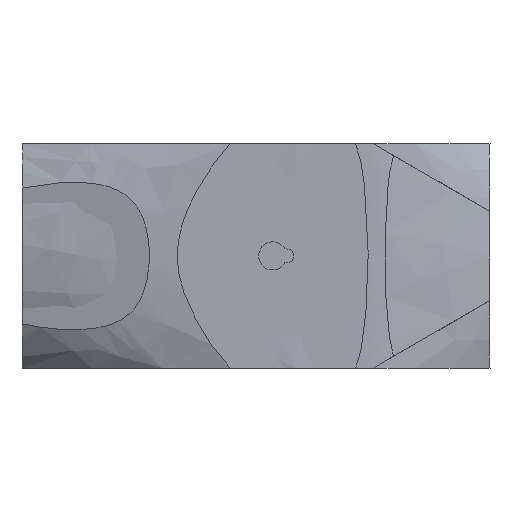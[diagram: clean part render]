
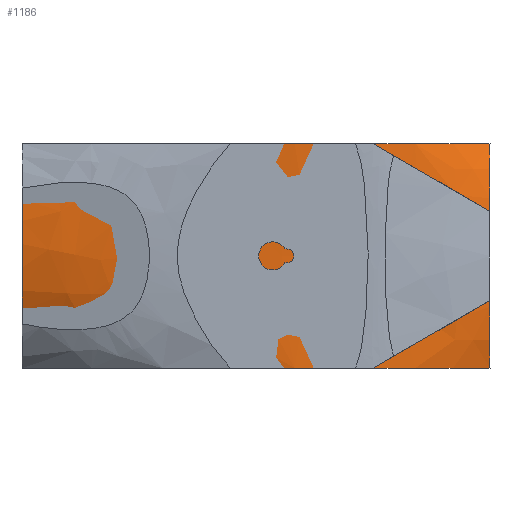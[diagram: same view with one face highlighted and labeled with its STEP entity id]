
A CAD part, top view. The second image highlights one B-rep face of the part: STEP entity #1186.
In plain terms, the highlighted free-form (B-spline) face has degree [3, 3] with [6, 6] control points.
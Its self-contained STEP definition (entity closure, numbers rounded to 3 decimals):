
#1186=ADVANCED_FACE('',(#1384),#1386,.T.);
#1384=FACE_BOUND('',#1385,.T.);
#1385=EDGE_LOOP('',(#1518,#1519,#1520,#1521));
#1386=B_SPLINE_SURFACE_WITH_KNOTS('',3,3,(
(#1387,#1388,#1389,#1390,#1391,#1392),
(#1393,#1394,#1395,#1396,#1397,#1398),
(#1399,#1400,#1401,#1402,#1403,#1404),
(#1405,#1406,#1407,#1408,#1409,#1410),
(#1411,#1412,#1413,#1414,#1415,#1416),
(#1417,#1418,#1419,#1420,#1421,#1422)),
.UNSPECIFIED.,.F.,.F.,.F.,
(4,1,1,4),
(4,1,1,4),
(0.,0.891,2.065,3.),
(0.,0.765,2.157,3.),
.UNSPECIFIED.);
#1387=CARTESIAN_POINT('',(-0.028,41.923,100.058));
#1388=CARTESIAN_POINT('',(-0.036,46.909,106.695));
#1389=CARTESIAN_POINT('',(-0.027,67.849,120.623));
#1390=CARTESIAN_POINT('',(-0.025,110.175,121.294));
#1391=CARTESIAN_POINT('',(-0.037,132.586,107.366));
#1392=CARTESIAN_POINT('',(-0.028,138.077,100.058));
#1393=CARTESIAN_POINT('',(25.139,41.917,112.43));
#1394=CARTESIAN_POINT('',(22.347,46.475,116.445));
#1395=CARTESIAN_POINT('',(16.51,67.132,124.837));
#1396=CARTESIAN_POINT('',(16.23,110.848,125.239));
#1397=CARTESIAN_POINT('',(22.065,133.065,116.85));
#1398=CARTESIAN_POINT('',(25.139,138.083,112.43));
#1399=CARTESIAN_POINT('',(78.492,41.979,132.081));
#1400=CARTESIAN_POINT('',(73.833,46.571,131.975));
#1401=CARTESIAN_POINT('',(64.035,67.211,131.752));
#1402=CARTESIAN_POINT('',(63.563,110.776,131.741));
#1403=CARTESIAN_POINT('',(73.361,132.965,131.964));
#1404=CARTESIAN_POINT('',(78.492,138.021,132.081));
#1405=CARTESIAN_POINT('',(143.165,42.029,134.767));
#1406=CARTESIAN_POINT('',(143.177,48.127,134.004));
#1407=CARTESIAN_POINT('',(143.209,69.774,132.403));
#1408=CARTESIAN_POINT('',(143.211,108.369,132.326));
#1409=CARTESIAN_POINT('',(143.178,131.256,133.927));
#1410=CARTESIAN_POINT('',(143.165,137.971,134.767));
#1411=CARTESIAN_POINT('',(182.954,41.971,122.573));
#1412=CARTESIAN_POINT('',(184.069,48.262,123.766));
#1413=CARTESIAN_POINT('',(186.408,70.041,126.268));
#1414=CARTESIAN_POINT('',(186.52,108.118,126.389));
#1415=CARTESIAN_POINT('',(184.182,131.102,123.887));
#1416=CARTESIAN_POINT('',(182.954,138.029,122.573));
#1417=CARTESIAN_POINT('',(200.038,41.966,115.086));
#1418=CARTESIAN_POINT('',(200.036,47.839,117.406));
#1419=CARTESIAN_POINT('',(200.029,69.346,122.275));
#1420=CARTESIAN_POINT('',(200.028,108.77,122.509));
#1421=CARTESIAN_POINT('',(200.036,131.567,117.641));
#1422=CARTESIAN_POINT('',(200.038,138.034,115.086));
#1518=ORIENTED_EDGE('',*,*,#1679,.T.);
#1519=ORIENTED_EDGE('',*,*,#1680,.T.);
#1520=ORIENTED_EDGE('',*,*,#1681,.F.);
#1521=ORIENTED_EDGE('',*,*,#1682,.F.);
#1679=EDGE_CURVE('',#3348,#3349,#3350,.T.);
#1680=EDGE_CURVE('',#3349,#3351,#3352,.T.);
#1681=EDGE_CURVE('',#3353,#3351,#3354,.T.);
#1682=EDGE_CURVE('',#3348,#3353,#3355,.T.);
#3348=VERTEX_POINT('',#3356);
#3349=VERTEX_POINT('',#3357);
#3350=B_SPLINE_CURVE_WITH_KNOTS('',3,
(#3358,#3359,#3360,#3361,#3362,#3363,#3364,#3365,#3366,#3367),
.UNSPECIFIED.,.F.,.F.,
(4,1,1,1,1,1,1,4),
(0.,0.171,0.316,0.436,0.562,0.728,
0.877,1.),
.UNSPECIFIED.);
#3351=VERTEX_POINT('',#3368);
#3352=B_SPLINE_CURVE_WITH_KNOTS('',3,
(#3369,#3370,#3371,#3372,#3373,#3374),
.UNSPECIFIED.,.F.,.F.,
(4,1,1,4),
(0.,0.255,0.719,1.),
.UNSPECIFIED.);
#3353=VERTEX_POINT('',#3375);
#3354=B_SPLINE_CURVE_WITH_KNOTS('',3,
(#3376,#3377,#3378,#3379,#3380,#3381,#3382,#3383,#3384,#3385),
.UNSPECIFIED.,.F.,.F.,
(4,1,1,1,1,1,1,4),
(0.,0.171,0.316,0.436,0.562,0.728,
0.877,1.),
.UNSPECIFIED.);
#3355=B_SPLINE_CURVE_WITH_KNOTS('',3,
(#3386,#3387,#3388,#3389,#3390,#3391),
.UNSPECIFIED.,.F.,.F.,
(4,1,1,4),
(0.,0.255,0.719,1.),
.UNSPECIFIED.);
#3356=CARTESIAN_POINT('',(-0.028,41.923,100.058));
#3357=CARTESIAN_POINT('',(200.038,41.966,115.086));
#3358=CARTESIAN_POINT('',(-0.028,41.923,100.058));
#3359=CARTESIAN_POINT('',(14.42,41.92,107.162));
#3360=CARTESIAN_POINT('',(39.864,41.933,117.936));
#3361=CARTESIAN_POINT('',(72.07,41.966,127.251));
#3362=CARTESIAN_POINT('',(99.09,41.996,131.766));
#3363=CARTESIAN_POINT('',(125.935,42.01,133.04));
#3364=CARTESIAN_POINT('',(152.904,42.001,130.347));
#3365=CARTESIAN_POINT('',(178.191,41.981,123.86));
#3366=CARTESIAN_POINT('',(193.298,41.969,118.04));
#3367=CARTESIAN_POINT('',(200.038,41.966,115.086));
#3368=CARTESIAN_POINT('',(200.038,138.034,115.086));
#3369=CARTESIAN_POINT('',(200.038,41.966,115.086));
#3370=CARTESIAN_POINT('',(200.036,47.839,117.406));
#3371=CARTESIAN_POINT('',(200.029,69.346,122.275));
#3372=CARTESIAN_POINT('',(200.028,108.77,122.509));
#3373=CARTESIAN_POINT('',(200.036,131.567,117.641));
#3374=CARTESIAN_POINT('',(200.038,138.034,115.086));
#3375=CARTESIAN_POINT('',(-0.028,138.077,100.058));
#3376=CARTESIAN_POINT('',(-0.028,138.077,100.058));
#3377=CARTESIAN_POINT('',(14.42,138.08,107.162));
#3378=CARTESIAN_POINT('',(39.864,138.067,117.936));
#3379=CARTESIAN_POINT('',(72.07,138.034,127.251));
#3380=CARTESIAN_POINT('',(99.089,138.004,131.766));
#3381=CARTESIAN_POINT('',(125.934,137.99,133.04));
#3382=CARTESIAN_POINT('',(152.903,137.999,130.347));
#3383=CARTESIAN_POINT('',(178.191,138.019,123.86));
#3384=CARTESIAN_POINT('',(193.297,138.031,118.04));
#3385=CARTESIAN_POINT('',(200.038,138.034,115.086));
#3386=CARTESIAN_POINT('',(-0.028,41.923,100.058));
#3387=CARTESIAN_POINT('',(-0.036,46.909,106.695));
#3388=CARTESIAN_POINT('',(-0.027,67.849,120.623));
#3389=CARTESIAN_POINT('',(-0.025,110.175,121.294));
#3390=CARTESIAN_POINT('',(-0.037,132.586,107.366));
#3391=CARTESIAN_POINT('',(-0.028,138.077,100.058));
